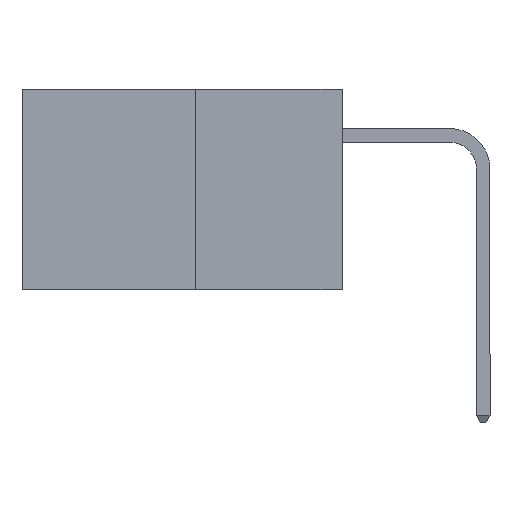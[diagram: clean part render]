
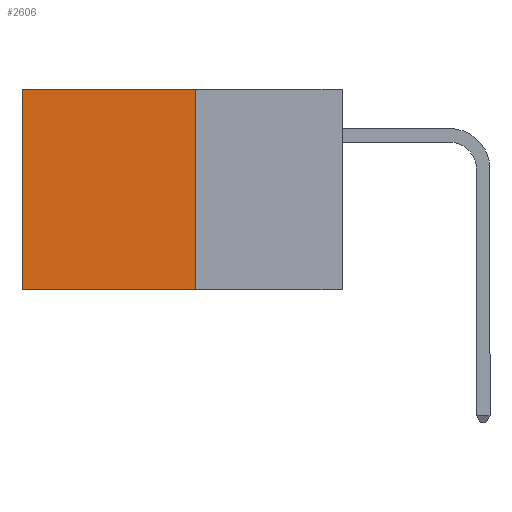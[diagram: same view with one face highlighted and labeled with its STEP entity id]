
A CAD part, left-side view. The second image highlights one B-rep face of the part: STEP entity #2606.
In plain terms, the highlighted planar face has unit normal (-1, 0, 0).
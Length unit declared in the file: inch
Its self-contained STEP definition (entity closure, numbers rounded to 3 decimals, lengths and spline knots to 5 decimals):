
#210 = LINE ( 'NONE', #897, #1961 ) ;
#818 = VECTOR ( 'NONE', #2232, 39.37008 ) ;
#849 = DIRECTION ( 'NONE',  ( 0., 0., -1. ) ) ;
#897 = CARTESIAN_POINT ( 'NONE',  ( 0.277, 0.27, -0.37 ) ) ;
#1223 = DIRECTION ( 'NONE',  ( 1., 0., 0. ) ) ;
#1245 = PLANE ( 'NONE',  #2610 ) ;
#1289 = DIRECTION ( 'NONE',  ( 0., 1., 0. ) ) ;
#1376 = VECTOR ( 'NONE', #1828, 39.37008 ) ;
#1597 = CARTESIAN_POINT ( 'NONE',  ( 0.277, 0.59, -0.37 ) ) ;
#1701 = CARTESIAN_POINT ( 'NONE',  ( 0.277, 0.27, 0. ) ) ;
#1828 = DIRECTION ( 'NONE',  ( 0., 1., 0. ) ) ;
#1961 = VECTOR ( 'NONE', #849, 39.37008 ) ;
#2013 = VERTEX_POINT ( 'NONE', #2673 ) ;
#2224 = CARTESIAN_POINT ( 'NONE',  ( 0.277, 0.59, -0.37 ) ) ;
#2232 = DIRECTION ( 'NONE',  ( 0., 0., -1. ) ) ;
#2400 = EDGE_LOOP ( 'NONE', ( #8607, #8829, #3820, #4506 ) ) ;
#2403 = VERTEX_POINT ( 'NONE', #3026 ) ;
#2570 = LINE ( 'NONE', #2224, #818 ) ;
#2584 = VERTEX_POINT ( 'NONE', #1597 ) ;
#2606 = ADVANCED_FACE ( 'NONE', ( #8029 ), #1245, .F. ) ;
#2610 = AXIS2_PLACEMENT_3D ( 'NONE', #8273, #1223, #2785 ) ;
#2673 = CARTESIAN_POINT ( 'NONE',  ( 0.277, 0.59, 0. ) ) ;
#2785 = DIRECTION ( 'NONE',  ( 0., 0., -1. ) ) ;
#2814 = EDGE_CURVE ( 'NONE', #2013, #2584, #2570, .T. ) ;
#3026 = CARTESIAN_POINT ( 'NONE',  ( 0.277, 0.27, -0.37 ) ) ;
#3820 = ORIENTED_EDGE ( 'NONE', *, *, #6342, .F. ) ;
#4506 = ORIENTED_EDGE ( 'NONE', *, *, #6179, .T. ) ;
#5451 = LINE ( 'NONE', #6415, #5685 ) ;
#5685 = VECTOR ( 'NONE', #1289, 39.37008 ) ;
#6179 = EDGE_CURVE ( 'NONE', #7395, #2013, #7226, .T. ) ;
#6342 = EDGE_CURVE ( 'NONE', #7395, #2403, #210, .T. ) ;
#6415 = CARTESIAN_POINT ( 'NONE',  ( 0.277, 0.27, -0.37 ) ) ;
#7226 = LINE ( 'NONE', #1701, #1376 ) ;
#7395 = VERTEX_POINT ( 'NONE', #8748 ) ;
#8029 = FACE_OUTER_BOUND ( 'NONE', #2400, .T. ) ;
#8273 = CARTESIAN_POINT ( 'NONE',  ( 0.277, 0.27, -0.37 ) ) ;
#8335 = EDGE_CURVE ( 'NONE', #2403, #2584, #5451, .T. ) ;
#8607 = ORIENTED_EDGE ( 'NONE', *, *, #2814, .T. ) ;
#8748 = CARTESIAN_POINT ( 'NONE',  ( 0.277, 0.27, 0. ) ) ;
#8829 = ORIENTED_EDGE ( 'NONE', *, *, #8335, .F. ) ;
